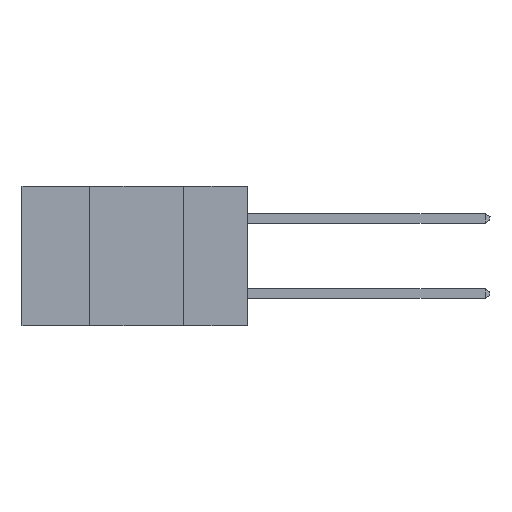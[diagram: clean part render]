
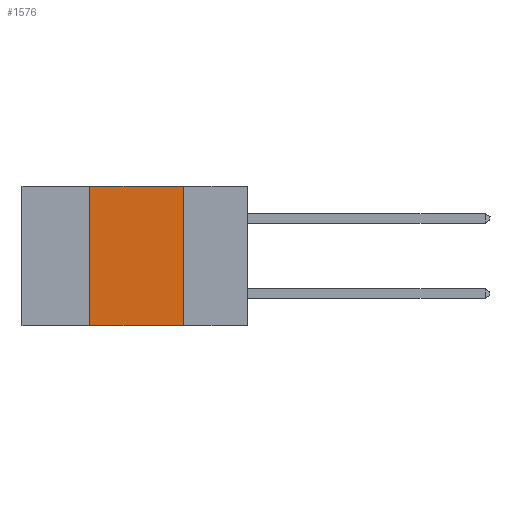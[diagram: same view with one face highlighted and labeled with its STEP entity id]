
A CAD part, left-side view. The second image highlights one B-rep face of the part: STEP entity #1576.
In plain terms, the highlighted planar face has unit normal (-1, 0, 0).
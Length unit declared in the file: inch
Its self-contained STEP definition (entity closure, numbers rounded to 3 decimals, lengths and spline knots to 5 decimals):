
#162 = CARTESIAN_POINT ( 'NONE',  ( 0., 0.6, 0. ) ) ;
#176 = LINE ( 'NONE', #349, #8734 ) ;
#349 = CARTESIAN_POINT ( 'NONE',  ( 0., 0.17, 0. ) ) ;
#675 = VERTEX_POINT ( 'NONE', #9193 ) ;
#1379 = ORIENTED_EDGE ( 'NONE', *, *, #10152, .F. ) ;
#1539 = CARTESIAN_POINT ( 'NONE',  ( 0., 0.17, 0. ) ) ;
#1576 = ADVANCED_FACE ( 'NONE', ( #9850 ), #11212, .F. ) ;
#1613 = VERTEX_POINT ( 'NONE', #8958 ) ;
#1644 = ORIENTED_EDGE ( 'NONE', *, *, #6145, .T. ) ;
#1699 = DIRECTION ( 'NONE',  ( 0., -1., 0. ) ) ;
#1951 = EDGE_CURVE ( 'NONE', #5720, #675, #3747, .T. ) ;
#2343 = VECTOR ( 'NONE', #11489, 39.37008 ) ;
#3705 = CARTESIAN_POINT ( 'NONE',  ( 0., 0.6, -0.37 ) ) ;
#3747 = LINE ( 'NONE', #8062, #2343 ) ;
#3998 = LINE ( 'NONE', #9999, #5756 ) ;
#4301 = CARTESIAN_POINT ( 'NONE',  ( 0., 0.42, -0.37 ) ) ;
#4448 = DIRECTION ( 'NONE',  ( 0., 0., -1. ) ) ;
#4689 = EDGE_LOOP ( 'NONE', ( #12217, #1379, #7005, #1644 ) ) ;
#5062 = VECTOR ( 'NONE', #5791, 39.37008 ) ;
#5720 = VERTEX_POINT ( 'NONE', #4301 ) ;
#5756 = VECTOR ( 'NONE', #1699, 39.37008 ) ;
#5791 = DIRECTION ( 'NONE',  ( 0., -1., 0. ) ) ;
#6145 = EDGE_CURVE ( 'NONE', #5720, #1613, #11022, .T. ) ;
#6288 = AXIS2_PLACEMENT_3D ( 'NONE', #162, #9056, #4448 ) ;
#7005 = ORIENTED_EDGE ( 'NONE', *, *, #1951, .F. ) ;
#7090 = VERTEX_POINT ( 'NONE', #1539 ) ;
#7467 = EDGE_CURVE ( 'NONE', #7090, #1613, #176, .T. ) ;
#8062 = CARTESIAN_POINT ( 'NONE',  ( 0., 0.42, 0. ) ) ;
#8734 = VECTOR ( 'NONE', #10311, 39.37008 ) ;
#8958 = CARTESIAN_POINT ( 'NONE',  ( 0., 0.17, -0.37 ) ) ;
#9056 = DIRECTION ( 'NONE',  ( 1., 0., 0. ) ) ;
#9193 = CARTESIAN_POINT ( 'NONE',  ( 0., 0.42, 0. ) ) ;
#9850 = FACE_OUTER_BOUND ( 'NONE', #4689, .T. ) ;
#9999 = CARTESIAN_POINT ( 'NONE',  ( 0., 0.6, 0. ) ) ;
#10152 = EDGE_CURVE ( 'NONE', #675, #7090, #3998, .T. ) ;
#10311 = DIRECTION ( 'NONE',  ( 0., 0., -1. ) ) ;
#11022 = LINE ( 'NONE', #3705, #5062 ) ;
#11212 = PLANE ( 'NONE',  #6288 ) ;
#11489 = DIRECTION ( 'NONE',  ( 0., 0., 1. ) ) ;
#12217 = ORIENTED_EDGE ( 'NONE', *, *, #7467, .F. ) ;
